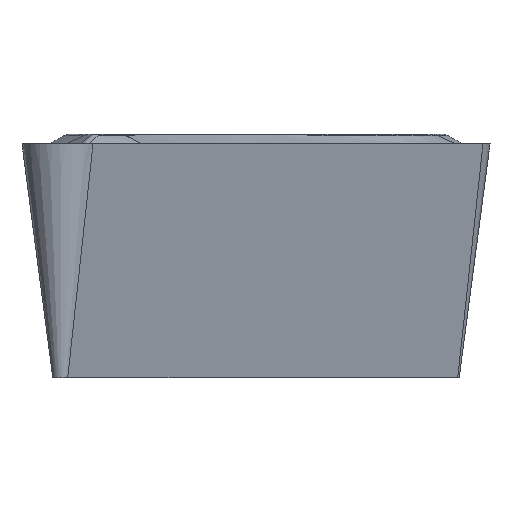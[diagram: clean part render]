
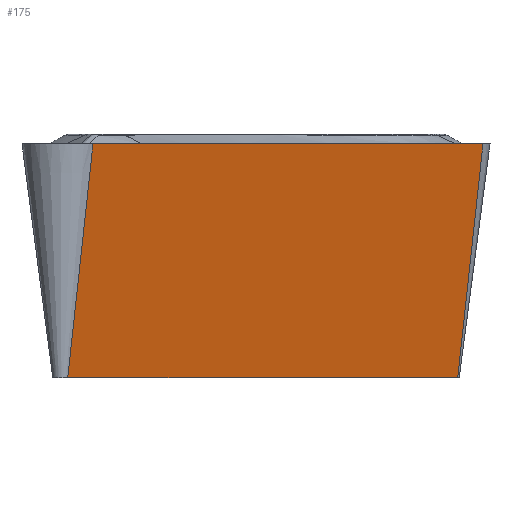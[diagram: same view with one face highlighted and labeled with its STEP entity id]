
A CAD part, left-side view. The second image highlights one B-rep face of the part: STEP entity #175.
In plain terms, the highlighted planar face has unit normal (-0.569, -0.812, -0.131).
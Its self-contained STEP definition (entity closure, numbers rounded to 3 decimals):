
#98=FACE_OUTER_BOUND('',#375,.T.);
#162=PLANE('',#1154);
#175=ADVANCED_FACE('',(#98),#162,.T.);
#314=LINE('',#1711,#330);
#320=LINE('',#1766,#336);
#321=LINE('',#1770,#337);
#327=LINE('',#1785,#343);
#330=VECTOR('',#1235,1.);
#336=VECTOR('',#1259,1.);
#337=VECTOR('',#1264,1.);
#343=VECTOR('',#1286,1.);
#375=EDGE_LOOP('',(#517,#518,#519,#520));
#517=ORIENTED_EDGE('',*,*,#910,.T.);
#518=ORIENTED_EDGE('',*,*,#935,.F.);
#519=ORIENTED_EDGE('',*,*,#926,.F.);
#520=ORIENTED_EDGE('',*,*,#928,.T.);
#807=VERTEX_POINT('',#1710);
#808=VERTEX_POINT('',#1712);
#823=VERTEX_POINT('',#1765);
#824=VERTEX_POINT('',#1767);
#910=EDGE_CURVE('',#808,#807,#314,.T.);
#926=EDGE_CURVE('',#823,#824,#320,.T.);
#928=EDGE_CURVE('',#823,#808,#321,.T.);
#935=EDGE_CURVE('',#824,#807,#327,.T.);
#1154=AXIS2_PLACEMENT_3D('',#1786,#1287,#1288);
#1235=DIRECTION('',(-0.819,0.574,0.));
#1259=DIRECTION('',(-0.819,0.574,0.));
#1264=DIRECTION('',(-0.075,-0.107,0.991));
#1286=DIRECTION('',(-0.075,-0.107,0.991));
#1287=DIRECTION('',(-0.569,-0.812,-0.131));
#1288=DIRECTION('',(0.819,-0.574,0.));
#1710=CARTESIAN_POINT('',(-13.042,3.318,-0.2));
#1711=CARTESIAN_POINT('',(-1.707,-4.619,-0.2));
#1712=CARTESIAN_POINT('',(-1.707,-4.619,-0.2));
#1765=CARTESIAN_POINT('',(-1.347,-4.106,-4.96));
#1766=CARTESIAN_POINT('',(-1.347,-4.106,-4.96));
#1767=CARTESIAN_POINT('',(-12.682,3.831,-4.96));
#1770=CARTESIAN_POINT('',(-1.707,-4.619,-0.2));
#1785=CARTESIAN_POINT('',(-13.042,3.318,-0.2));
#1786=CARTESIAN_POINT('',(-1.707,-4.619,-0.2));
